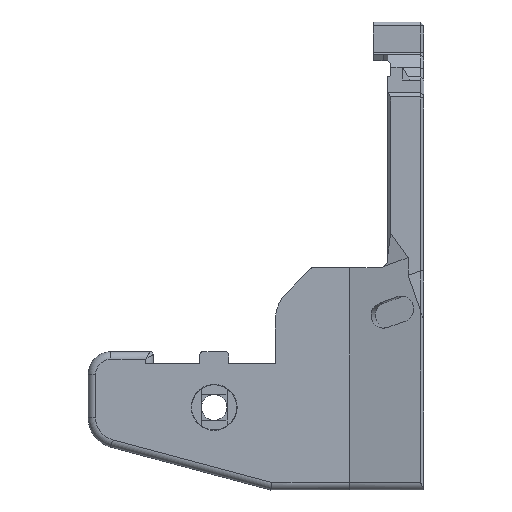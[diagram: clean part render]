
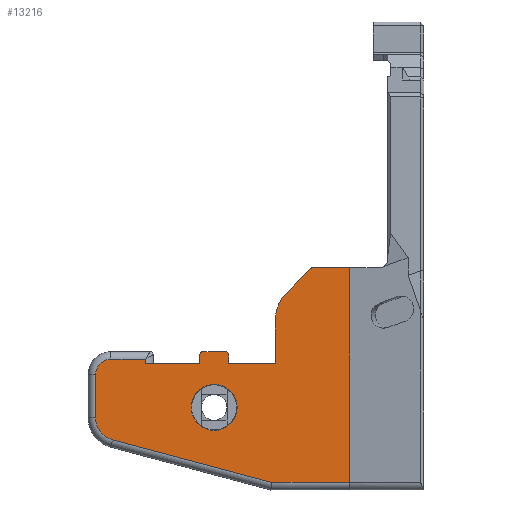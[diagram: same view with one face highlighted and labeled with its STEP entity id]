
A CAD part, left-side view. The second image highlights one B-rep face of the part: STEP entity #13216.
In plain terms, the highlighted planar face has unit normal (-1, 0, 0).
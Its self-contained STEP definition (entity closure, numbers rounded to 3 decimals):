
#27=FACE_BOUND('',#1578,.T.);
#201=CIRCLE('',#14073,3.);
#205=CIRCLE('',#14079,2.);
#223=CIRCLE('',#14120,1.);
#224=CIRCLE('',#14121,5.);
#225=CIRCLE('',#14122,0.4);
#226=CIRCLE('',#14123,0.4);
#227=CIRCLE('',#14124,3.045);
#806=FACE_OUTER_BOUND('',#1577,.T.);
#1577=EDGE_LOOP('',(#9877,#9878,#9879,#9880,#9881,#9882,#9883,#9884,#9885,
#9886,#9887,#9888,#9889,#9890,#9891,#9892,#9893,#9894,#9895,#9896));
#1578=EDGE_LOOP('',(#9897));
#2683=LINE('',#19953,#4316);
#2686=LINE('',#19970,#4319);
#2688=LINE('',#19979,#4321);
#2690=LINE('',#19982,#4323);
#2691=LINE('',#19985,#4324);
#2739=LINE('',#20167,#4372);
#2740=LINE('',#20169,#4373);
#2741=LINE('',#20173,#4374);
#2742=LINE('',#20177,#4375);
#2743=LINE('',#20179,#4376);
#2744=LINE('',#20181,#4377);
#2745=LINE('',#20185,#4378);
#2746=LINE('',#20189,#4379);
#2747=LINE('',#20190,#4380);
#4316=VECTOR('',#16080,10.);
#4319=VECTOR('',#16099,10.);
#4321=VECTOR('',#16111,10.);
#4323=VECTOR('',#16115,10.);
#4324=VECTOR('',#16118,10.);
#4372=VECTOR('',#16240,10.);
#4373=VECTOR('',#16241,10.);
#4374=VECTOR('',#16244,10.);
#4375=VECTOR('',#16247,10.);
#4376=VECTOR('',#16248,10.);
#4377=VECTOR('',#16249,10.);
#4378=VECTOR('',#16252,10.);
#4379=VECTOR('',#16255,10.);
#4380=VECTOR('',#16256,10.);
#5775=VERTEX_POINT('',#19913);
#5780=VERTEX_POINT('',#19947);
#5781=VERTEX_POINT('',#19951);
#5782=VERTEX_POINT('',#19952);
#5785=VERTEX_POINT('',#19960);
#5787=VERTEX_POINT('',#19966);
#5789=VERTEX_POINT('',#19972);
#5791=VERTEX_POINT('',#19984);
#5838=VERTEX_POINT('',#20166);
#5839=VERTEX_POINT('',#20168);
#5840=VERTEX_POINT('',#20170);
#5841=VERTEX_POINT('',#20172);
#5842=VERTEX_POINT('',#20174);
#5843=VERTEX_POINT('',#20176);
#5844=VERTEX_POINT('',#20178);
#5845=VERTEX_POINT('',#20180);
#5846=VERTEX_POINT('',#20182);
#5847=VERTEX_POINT('',#20184);
#5848=VERTEX_POINT('',#20186);
#5849=VERTEX_POINT('',#20188);
#5850=VERTEX_POINT('',#20191);
#7224=EDGE_CURVE('',#5781,#5782,#2683,.T.);
#7230=EDGE_CURVE('',#5782,#5785,#201,.T.);
#7233=EDGE_CURVE('',#5785,#5787,#2686,.T.);
#7236=EDGE_CURVE('',#5787,#5789,#205,.T.);
#7238=EDGE_CURVE('',#5789,#5780,#2688,.T.);
#7240=EDGE_CURVE('',#5775,#5781,#2690,.T.);
#7241=EDGE_CURVE('',#5780,#5791,#2691,.T.);
#7309=EDGE_CURVE('',#5838,#5775,#2739,.T.);
#7310=EDGE_CURVE('',#5838,#5839,#2740,.T.);
#7311=EDGE_CURVE('',#5840,#5839,#223,.T.);
#7312=EDGE_CURVE('',#5841,#5840,#2741,.T.);
#7313=EDGE_CURVE('',#5842,#5841,#224,.T.);
#7314=EDGE_CURVE('',#5843,#5842,#2742,.T.);
#7315=EDGE_CURVE('',#5844,#5843,#2743,.T.);
#7316=EDGE_CURVE('',#5845,#5844,#2744,.T.);
#7317=EDGE_CURVE('',#5846,#5845,#225,.T.);
#7318=EDGE_CURVE('',#5847,#5846,#2745,.T.);
#7319=EDGE_CURVE('',#5848,#5847,#226,.T.);
#7320=EDGE_CURVE('',#5849,#5848,#2746,.T.);
#7321=EDGE_CURVE('',#5791,#5849,#2747,.T.);
#7322=EDGE_CURVE('',#5850,#5850,#227,.T.);
#9877=ORIENTED_EDGE('',*,*,#7240,.F.);
#9878=ORIENTED_EDGE('',*,*,#7309,.F.);
#9879=ORIENTED_EDGE('',*,*,#7310,.T.);
#9880=ORIENTED_EDGE('',*,*,#7311,.F.);
#9881=ORIENTED_EDGE('',*,*,#7312,.F.);
#9882=ORIENTED_EDGE('',*,*,#7313,.F.);
#9883=ORIENTED_EDGE('',*,*,#7314,.F.);
#9884=ORIENTED_EDGE('',*,*,#7315,.F.);
#9885=ORIENTED_EDGE('',*,*,#7316,.F.);
#9886=ORIENTED_EDGE('',*,*,#7317,.F.);
#9887=ORIENTED_EDGE('',*,*,#7318,.F.);
#9888=ORIENTED_EDGE('',*,*,#7319,.F.);
#9889=ORIENTED_EDGE('',*,*,#7320,.F.);
#9890=ORIENTED_EDGE('',*,*,#7321,.F.);
#9891=ORIENTED_EDGE('',*,*,#7241,.F.);
#9892=ORIENTED_EDGE('',*,*,#7238,.F.);
#9893=ORIENTED_EDGE('',*,*,#7236,.F.);
#9894=ORIENTED_EDGE('',*,*,#7233,.F.);
#9895=ORIENTED_EDGE('',*,*,#7230,.F.);
#9896=ORIENTED_EDGE('',*,*,#7224,.F.);
#9897=ORIENTED_EDGE('',*,*,#7322,.F.);
#12516=PLANE('',#14119);
#13216=ADVANCED_FACE('',(#806,#27),#12516,.F.);
#14073=AXIS2_PLACEMENT_3D('',#19964,#16092,#16093);
#14079=AXIS2_PLACEMENT_3D('',#19976,#16106,#16107);
#14119=AXIS2_PLACEMENT_3D('',#20165,#16238,#16239);
#14120=AXIS2_PLACEMENT_3D('',#20171,#16242,#16243);
#14121=AXIS2_PLACEMENT_3D('',#20175,#16245,#16246);
#14122=AXIS2_PLACEMENT_3D('',#20183,#16250,#16251);
#14123=AXIS2_PLACEMENT_3D('',#20187,#16253,#16254);
#14124=AXIS2_PLACEMENT_3D('',#20192,#16257,#16258);
#16080=DIRECTION('',(0.,0.966,0.259));
#16092=DIRECTION('center_axis',(1.,0.,0.));
#16093=DIRECTION('ref_axis',(0.,0.793,-0.609));
#16099=DIRECTION('',(0.,0.,1.));
#16106=DIRECTION('center_axis',(1.,0.,0.));
#16107=DIRECTION('ref_axis',(0.,0.707,0.707));
#16111=DIRECTION('',(0.,-1.,0.));
#16115=DIRECTION('',(0.,1.,0.));
#16118=DIRECTION('',(0.,0.,-1.));
#16238=DIRECTION('center_axis',(1.,0.,0.));
#16239=DIRECTION('ref_axis',(0.,0.,
-1.));
#16240=DIRECTION('',(0.,0.,-1.));
#16241=DIRECTION('',(0.,1.,0.));
#16242=DIRECTION('center_axis',(1.,0.,0.));
#16243=DIRECTION('ref_axis',(0.,0.383,0.924));
#16244=DIRECTION('',(0.,-0.707,0.707));
#16245=DIRECTION('center_axis',(1.,0.,0.));
#16246=DIRECTION('ref_axis',(0.,0.924,0.383));
#16247=DIRECTION('',(0.,0.,1.));
#16248=DIRECTION('',(0.,-1.,0.));
#16249=DIRECTION('',(0.,0.,-1.));
#16250=DIRECTION('center_axis',(1.,0.,0.));
#16251=DIRECTION('ref_axis',(0.,-0.707,0.707));
#16252=DIRECTION('',(0.,-1.,0.));
#16253=DIRECTION('center_axis',(1.,0.,0.));
#16254=DIRECTION('ref_axis',(0.,0.707,0.707));
#16255=DIRECTION('',(0.,0.,1.));
#16256=DIRECTION('',(0.,-1.,0.));
#16257=DIRECTION('center_axis',(-1.,0.,0.));
#16258=DIRECTION('ref_axis',(0.,-1.,0.));
#19913=CARTESIAN_POINT('',(-21.195,34.662,7.034));
#19947=CARTESIAN_POINT('',(-21.195,61.703,23.348));
#19951=CARTESIAN_POINT('',(-21.195,44.972,7.034));
#19952=CARTESIAN_POINT('',(-21.195,66.08,12.69));
#19953=CARTESIAN_POINT('',(-21.195,49.784,8.323));
#19960=CARTESIAN_POINT('',(-21.195,68.303,15.588));
#19964=CARTESIAN_POINT('Origin',(-21.195,65.303,15.588));
#19966=CARTESIAN_POINT('',(-21.195,68.303,21.348));
#19970=CARTESIAN_POINT('',(-21.195,68.303,24.083));
#19972=CARTESIAN_POINT('',(-21.195,66.303,23.348));
#19976=CARTESIAN_POINT('Origin',(-21.195,66.303,21.348));
#19979=CARTESIAN_POINT('',(-21.195,48.333,23.348));
#19982=CARTESIAN_POINT('',(-21.195,43.322,7.034));
#19984=CARTESIAN_POINT('',(-21.195,61.703,22.768));
#19985=CARTESIAN_POINT('',(-21.195,61.703,30.498));
#20165=CARTESIAN_POINT('Origin',(-21.195,34.662,35.648));
#20166=CARTESIAN_POINT('',(-21.195,34.662,35.484));
#20167=CARTESIAN_POINT('',(-21.195,34.662,34.576));
#20168=CARTESIAN_POINT('',(-21.195,39.637,35.484));
#20169=CARTESIAN_POINT('',(-21.195,34.662,35.484));
#20170=CARTESIAN_POINT('',(-21.195,39.796,35.355));
#20171=CARTESIAN_POINT('Origin',(-21.195,39.089,34.648));
#20172=CARTESIAN_POINT('',(-21.195,43.038,32.113));
#20173=CARTESIAN_POINT('',(-21.195,39.543,35.609));
#20174=CARTESIAN_POINT('',(-21.195,44.503,28.577));
#20175=CARTESIAN_POINT('Origin',(-21.195,39.503,28.577));
#20176=CARTESIAN_POINT('',(-21.195,44.503,22.768));
#20177=CARTESIAN_POINT('',(-21.195,44.503,32.652));
#20178=CARTESIAN_POINT('',(-21.195,50.703,22.768));
#20179=CARTESIAN_POINT('',(-21.195,42.733,22.768));
#20180=CARTESIAN_POINT('',(-21.195,50.703,23.948));
#20181=CARTESIAN_POINT('',(-21.195,50.703,30.498));
#20182=CARTESIAN_POINT('',(-21.195,51.103,24.348));
#20183=CARTESIAN_POINT('Origin',(-21.195,51.103,23.948));
#20184=CARTESIAN_POINT('',(-21.195,54.103,24.348));
#20185=CARTESIAN_POINT('',(-21.195,44.533,24.348));
#20186=CARTESIAN_POINT('',(-21.195,54.503,23.948));
#20187=CARTESIAN_POINT('Origin',(-21.195,54.103,23.948));
#20188=CARTESIAN_POINT('',(-21.195,54.503,22.768));
#20189=CARTESIAN_POINT('',(-21.195,54.503,29.708));
#20190=CARTESIAN_POINT('',(-21.195,42.733,22.768));
#20191=CARTESIAN_POINT('',(-21.195,55.648,16.978));
#20192=CARTESIAN_POINT('Origin',(-21.195,52.603,16.978));
